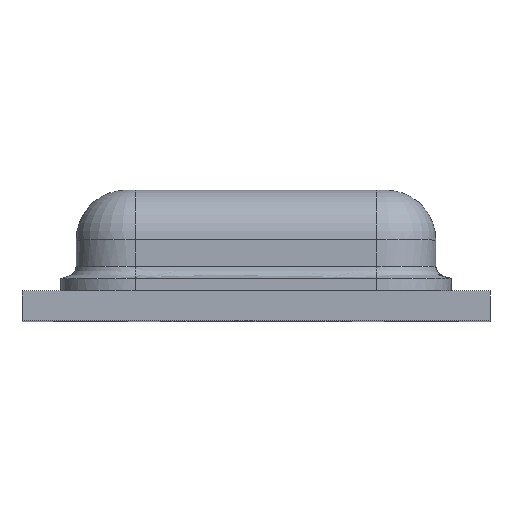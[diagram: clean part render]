
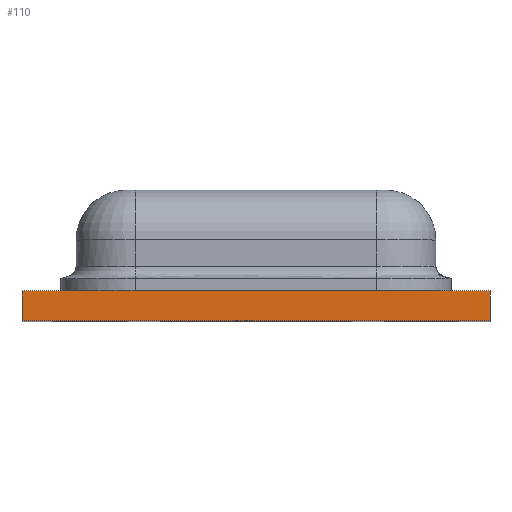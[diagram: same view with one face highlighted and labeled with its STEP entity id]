
A CAD part, top view. The second image highlights one B-rep face of the part: STEP entity #110.
In plain terms, the highlighted planar face has unit normal (0, 0, 1).
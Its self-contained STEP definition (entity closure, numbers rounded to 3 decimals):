
#6 = ORIENTED_EDGE ( 'NONE', *, *, #1021, .T. ) ;
#110 = ADVANCED_FACE ( 'NONE', ( #1410 ), #2235, .F. ) ;
#193 = VERTEX_POINT ( 'NONE', #475 ) ;
#280 = LINE ( 'NONE', #1531, #293 ) ;
#293 = VECTOR ( 'NONE', #2893, 1000. ) ;
#475 = CARTESIAN_POINT ( 'NONE',  ( -1.88, 0.24, 2.36 ) ) ;
#614 = LINE ( 'NONE', #1612, #2030 ) ;
#695 = CARTESIAN_POINT ( 'NONE',  ( -1.88, 0.24, 2.36 ) ) ;
#771 = DIRECTION ( 'NONE',  ( 0., -1., 0. ) ) ;
#917 = EDGE_LOOP ( 'NONE', ( #1228, #2855, #4292, #6 ) ) ;
#981 = DIRECTION ( 'NONE',  ( 0., -1., 0. ) ) ;
#1021 = EDGE_CURVE ( 'NONE', #193, #1517, #3418, .T. ) ;
#1105 = DIRECTION ( 'NONE',  ( 1., 0., 0. ) ) ;
#1228 = ORIENTED_EDGE ( 'NONE', *, *, #2353, .T. ) ;
#1410 = FACE_OUTER_BOUND ( 'NONE', #917, .T. ) ;
#1427 = VERTEX_POINT ( 'NONE', #1553 ) ;
#1517 = VERTEX_POINT ( 'NONE', #2166 ) ;
#1531 = CARTESIAN_POINT ( 'NONE',  ( -1.88, 0.24, 2.36 ) ) ;
#1553 = CARTESIAN_POINT ( 'NONE',  ( 1.88, 0.24, 2.36 ) ) ;
#1612 = CARTESIAN_POINT ( 'NONE',  ( 1.88, 0.24, 2.36 ) ) ;
#1828 = EDGE_CURVE ( 'NONE', #1427, #2770, #614, .T. ) ;
#2025 = VECTOR ( 'NONE', #981, 1000. ) ;
#2030 = VECTOR ( 'NONE', #771, 1000. ) ;
#2166 = CARTESIAN_POINT ( 'NONE',  ( -1.88, 0., 2.36 ) ) ;
#2235 = PLANE ( 'NONE',  #3941 ) ;
#2344 = LINE ( 'NONE', #3465, #3809 ) ;
#2353 = EDGE_CURVE ( 'NONE', #1517, #2770, #2344, .T. ) ;
#2770 = VERTEX_POINT ( 'NONE', #3729 ) ;
#2855 = ORIENTED_EDGE ( 'NONE', *, *, #1828, .F. ) ;
#2893 = DIRECTION ( 'NONE',  ( 1., 0., 0. ) ) ;
#3207 = CARTESIAN_POINT ( 'NONE',  ( -1.88, 0.24, 2.36 ) ) ;
#3418 = LINE ( 'NONE', #695, #2025 ) ;
#3465 = CARTESIAN_POINT ( 'NONE',  ( -1.88, 0., 2.36 ) ) ;
#3591 = DIRECTION ( 'NONE',  ( 0., 0., -1. ) ) ;
#3729 = CARTESIAN_POINT ( 'NONE',  ( 1.88, 0., 2.36 ) ) ;
#3809 = VECTOR ( 'NONE', #1105, 1000. ) ;
#3875 = EDGE_CURVE ( 'NONE', #193, #1427, #280, .T. ) ;
#3882 = DIRECTION ( 'NONE',  ( -1., 0., 0. ) ) ;
#3941 = AXIS2_PLACEMENT_3D ( 'NONE', #3207, #3591, #3882 ) ;
#4292 = ORIENTED_EDGE ( 'NONE', *, *, #3875, .F. ) ;
